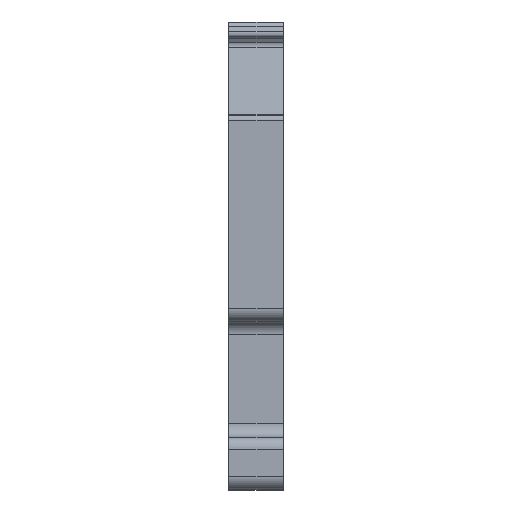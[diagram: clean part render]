
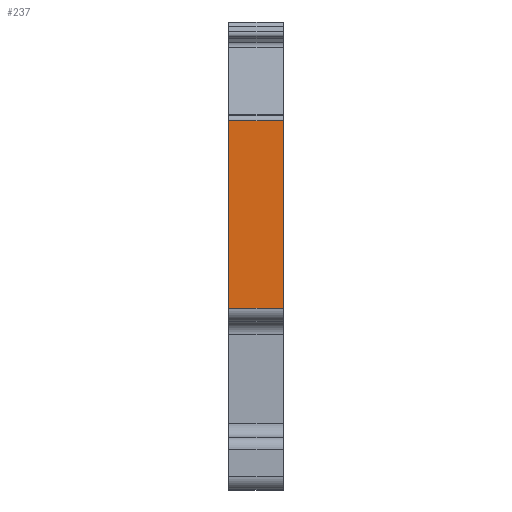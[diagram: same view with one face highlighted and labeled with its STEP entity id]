
A CAD part, left-side view. The second image highlights one B-rep face of the part: STEP entity #237.
In plain terms, the highlighted planar face has unit normal (-1, 0, 0).
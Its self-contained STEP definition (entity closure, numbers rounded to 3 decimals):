
#237 = ADVANCED_FACE( '', ( #635 ), #636, .T. );
#635 = FACE_OUTER_BOUND( '', #1195, .T. );
#636 = PLANE( '', #1196 );
#1195 = EDGE_LOOP( '', ( #1938, #1939, #1940, #1941 ) );
#1196 = AXIS2_PLACEMENT_3D( '', #1942, #1943, #1944 );
#1938 = ORIENTED_EDGE( '', *, *, #3672, .T. );
#1939 = ORIENTED_EDGE( '', *, *, #3532, .F. );
#1940 = ORIENTED_EDGE( '', *, *, #3673, .F. );
#1941 = ORIENTED_EDGE( '', *, *, #3674, .T. );
#1942 = CARTESIAN_POINT( '', ( -36.3, -4.15, 5.153 ) );
#1943 = DIRECTION( '', ( -1., 0., 0. ) );
#1944 = DIRECTION( '', ( 0., 0., 1. ) );
#3532 = EDGE_CURVE( '', #4281, #4283, #4284, .T. );
#3672 = EDGE_CURVE( '', #4536, #4283, #4537, .T. );
#3673 = EDGE_CURVE( '', #4538, #4281, #4539, .T. );
#3674 = EDGE_CURVE( '', #4538, #4536, #4540, .T. );
#4281 = VERTEX_POINT( '', #5367 );
#4283 = VERTEX_POINT( '', #5369 );
#4284 = LINE( '', #5370, #5371 );
#4536 = VERTEX_POINT( '', #5707 );
#4537 = LINE( '', #5708, #5709 );
#4538 = VERTEX_POINT( '', #5710 );
#4539 = LINE( '', #5711, #5712 );
#4540 = LINE( '', #5713, #5714 );
#5367 = CARTESIAN_POINT( '', ( -36.3, 0., -4.625 ) );
#5369 = CARTESIAN_POINT( '', ( -36.3, 0., 9.568 ) );
#5370 = CARTESIAN_POINT( '', ( -36.3, 0., 16.525 ) );
#5371 = VECTOR( '', #6817, 1000. );
#5707 = CARTESIAN_POINT( '', ( -36.3, -4.15, 9.568 ) );
#5708 = CARTESIAN_POINT( '', ( -36.3, -4.15, 9.568 ) );
#5709 = VECTOR( '', #7022, 1000. );
#5710 = CARTESIAN_POINT( '', ( -36.3, -4.15, -4.625 ) );
#5711 = CARTESIAN_POINT( '', ( -36.3, -4.15, -4.625 ) );
#5712 = VECTOR( '', #7023, 1000. );
#5713 = CARTESIAN_POINT( '', ( -36.3, -4.15, 5.153 ) );
#5714 = VECTOR( '', #7024, 1000. );
#6817 = DIRECTION( '', ( 0., 0., 1. ) );
#7022 = DIRECTION( '', ( 0., 1., 0. ) );
#7023 = DIRECTION( '', ( 0., 1., 0. ) );
#7024 = DIRECTION( '', ( 0., 0., 1. ) );
